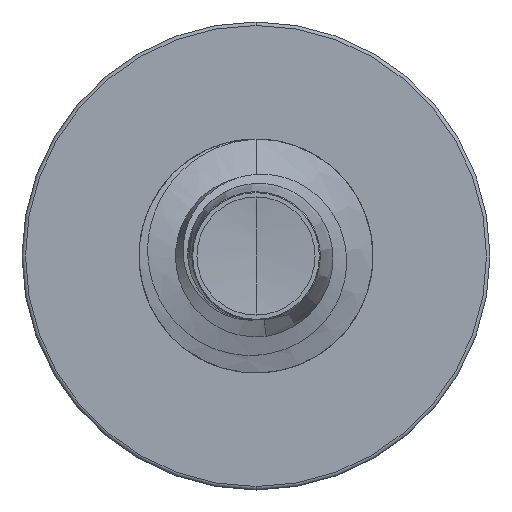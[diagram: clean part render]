
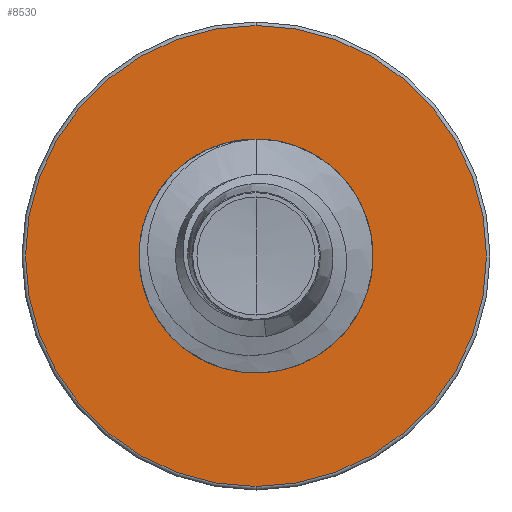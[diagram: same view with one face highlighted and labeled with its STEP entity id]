
A CAD part, front view. The second image highlights one B-rep face of the part: STEP entity #8530.
In plain terms, the highlighted planar face has unit normal (0, -1, 0).
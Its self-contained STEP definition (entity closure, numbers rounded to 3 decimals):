
#102 = DIRECTION ( 'NONE',  ( 0., 1., 0. ) ) ;
#167 = CARTESIAN_POINT ( 'NONE',  ( 0., 9., 0. ) ) ;
#188 = DIRECTION ( 'NONE',  ( 0., 0., 1. ) ) ;
#196 = DIRECTION ( 'NONE',  ( 0., 0., 1. ) ) ;
#314 = CIRCLE ( 'NONE', #2770, 1.722 ) ;
#327 = CARTESIAN_POINT ( 'NONE',  ( 0., 9., 0. ) ) ;
#847 = DIRECTION ( 'NONE',  ( 0., 1., 0. ) ) ;
#1949 = DIRECTION ( 'NONE',  ( 0., 0., 1. ) ) ;
#2012 = DIRECTION ( 'NONE',  ( 0., 1., 0. ) ) ;
#2020 = DIRECTION ( 'NONE',  ( 0., 0., 1. ) ) ;
#2039 = CARTESIAN_POINT ( 'NONE',  ( 0., 9., 0. ) ) ;
#2041 = DIRECTION ( 'NONE',  ( 0., 1., 0. ) ) ;
#2065 = CARTESIAN_POINT ( 'NONE',  ( 0., 9., 0. ) ) ;
#2070 = VERTEX_POINT ( 'NONE', #13041 ) ;
#2338 = AXIS2_PLACEMENT_3D ( 'NONE', #167, #102, #196 ) ;
#2413 = AXIS2_PLACEMENT_3D ( 'NONE', #327, #847, #188 ) ;
#2770 = AXIS2_PLACEMENT_3D ( 'NONE', #2039, #2012, #1949 ) ;
#3087 = VERTEX_POINT ( 'NONE', #8153 ) ;
#3192 = DIRECTION ( 'NONE',  ( 0., 0., 1. ) ) ;
#3214 = DIRECTION ( 'NONE',  ( 0., 1., 0. ) ) ;
#3314 = CARTESIAN_POINT ( 'NONE',  ( 0., 9., -1.722 ) ) ;
#3431 = PLANE ( 'NONE',  #11052 ) ;
#3729 = FACE_OUTER_BOUND ( 'NONE', #13761, .T. ) ;
#4828 = AXIS2_PLACEMENT_3D ( 'NONE', #2065, #2041, #2020 ) ;
#5214 = VERTEX_POINT ( 'NONE', #5939 ) ;
#5342 = ORIENTED_EDGE ( 'NONE', *, *, #14993, .F. ) ;
#5687 = CARTESIAN_POINT ( 'NONE',  ( 0., 9., -1.722 ) ) ;
#5939 = CARTESIAN_POINT ( 'NONE',  ( 0., 9., -3.447 ) ) ;
#8153 = CARTESIAN_POINT ( 'NONE',  ( 0., 9., 1.722 ) ) ;
#8530 = ADVANCED_FACE ( 'NONE', ( #3729, #11393 ), #3431, .F. ) ;
#9695 = ORIENTED_EDGE ( 'NONE', *, *, #15803, .F. ) ;
#11052 = AXIS2_PLACEMENT_3D ( 'NONE', #3314, #3214, #3192 ) ;
#11393 = FACE_BOUND ( 'NONE', #17085, .T. ) ;
#12190 = CIRCLE ( 'NONE', #2338, 3.448 ) ;
#13041 = CARTESIAN_POINT ( 'NONE',  ( 0., 9., 3.448 ) ) ;
#13273 = ORIENTED_EDGE ( 'NONE', *, *, #15802, .T. ) ;
#13761 = EDGE_LOOP ( 'NONE', ( #5342, #9695 ) ) ;
#14108 = VERTEX_POINT ( 'NONE', #5687 ) ;
#14993 = EDGE_CURVE ( 'NONE', #2070, #5214, #16149, .T. ) ;
#15638 = EDGE_CURVE ( 'NONE', #14108, #3087, #314, .T. ) ;
#15802 = EDGE_CURVE ( 'NONE', #3087, #14108, #17219, .T. ) ;
#15803 = EDGE_CURVE ( 'NONE', #5214, #2070, #12190, .T. ) ;
#15825 = ORIENTED_EDGE ( 'NONE', *, *, #15638, .T. ) ;
#16149 = CIRCLE ( 'NONE', #4828, 3.448 ) ;
#17085 = EDGE_LOOP ( 'NONE', ( #13273, #15825 ) ) ;
#17219 = CIRCLE ( 'NONE', #2413, 1.722 ) ;
